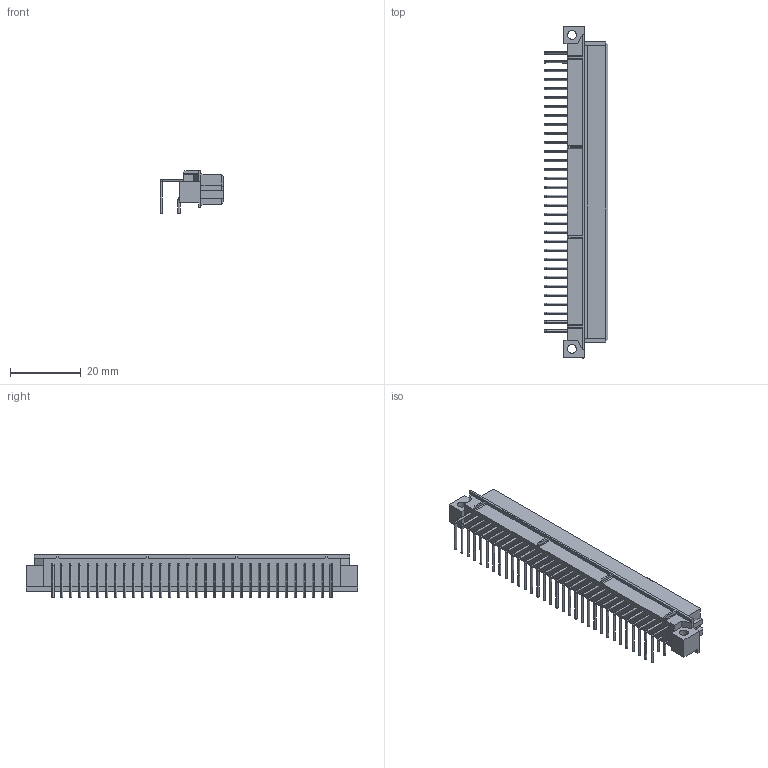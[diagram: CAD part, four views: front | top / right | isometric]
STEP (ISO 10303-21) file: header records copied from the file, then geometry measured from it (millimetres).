
FILE_DESCRIPTION((''),'2;1');
FILE_NAME('HARTING_09 73 264 6801.stp','2013-01-16T09:05:18',(''),(''),'Mechanical Desktop 2011','Mechanical Desktop 2011',', , ');
FILE_SCHEMA(('AUTOMOTIVE_DESIGN { 1 2 10303 214 1 1 1 1 }'));
Length unit declared in the file: millimetre
Products named in the file (1): Product
Bounding box: 18.12 x 94 x 12.1 mm (x, y, z)
Volume: 8847.7 mm3; surface area: 6798.2 mm2
Topology: 65 solids, 65 shells, 637 faces, 1288 edges, 794 vertices
Faces by surface type: cylinder 256, plane 134, torus 128, bspline 119
Entity records: 16420 total; most frequent: CARTESIAN_POINT 3475, DIRECTION 2702, ORIENTED_EDGE 2576, EDGE_CURVE 1288, AXIS2_PLACEMENT_3D 1223, VERTEX_POINT 794, CIRCLE 704, EDGE_LOOP 654
